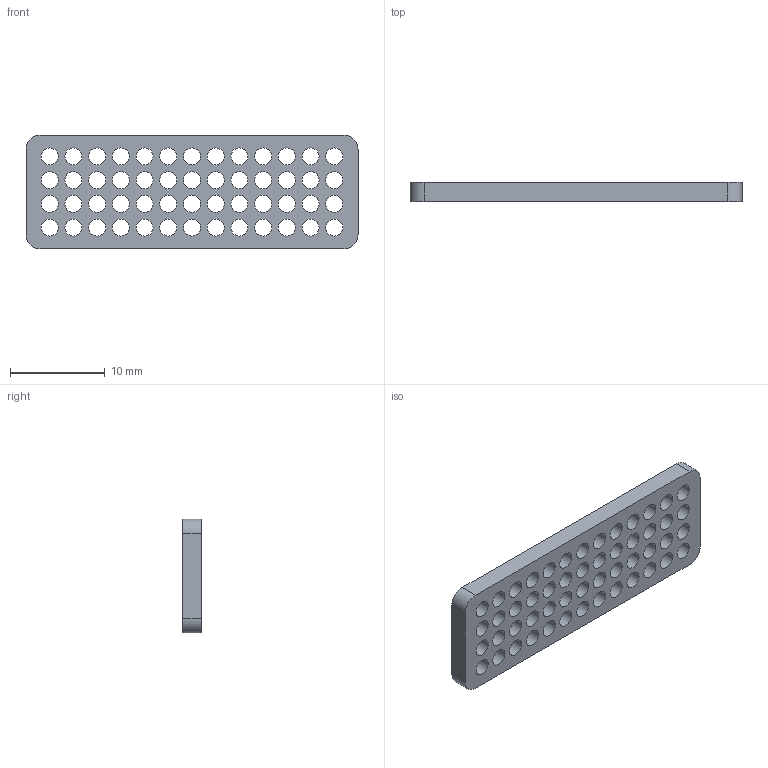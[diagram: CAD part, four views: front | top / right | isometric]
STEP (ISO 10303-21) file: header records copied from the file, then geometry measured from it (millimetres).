
FILE_DESCRIPTION(/* description */ (''),/* implementation_level */ '2;1');
FILE_NAME(/* name */ 'silly_cut_template.step',/* time_stamp */ '2022-07-12T21:59:08-04:00',/* author */ (''),/* organization */ (''),/* preprocessor_version */ 'ST-DEVELOPER v19',/* originating_system */ 'Autodesk Translation Framework v11.7.0.108',/* authorisation */ '');
FILE_SCHEMA (('AUTOMOTIVE_DESIGN { 1 0 10303 214 3 1 1 }'));
Length unit declared in the file: millimetre
Products named in the file (1): silly
Bounding box: 35 x 2 x 12 mm (x, y, z)
Volume: 544.6 mm3; surface area: 1282.6 mm2
Topology: 1 solids, 1 shells, 150 faces, 545 edges, 346 vertices
Faces by surface type: cylinder 56, cone 52, plane 42
Full cylindrical faces by diameter (mm): 1.8 x52
Entity records: 6357 total; most frequent: CARTESIAN_POINT 1525, ORIENTED_EDGE 1090, DIRECTION 1002, EDGE_CURVE 545, AXIS2_PLACEMENT_3D 441, VERTEX_POINT 346, CIRCLE 290, EDGE_LOOP 203
